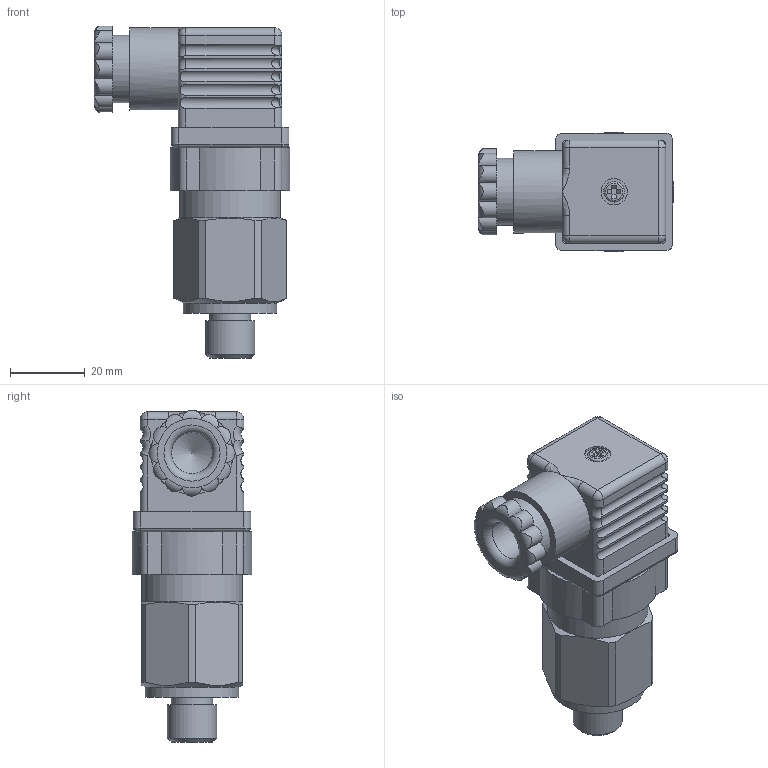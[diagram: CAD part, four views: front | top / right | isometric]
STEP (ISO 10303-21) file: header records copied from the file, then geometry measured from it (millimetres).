
FILE_DESCRIPTION (( 'STEP AP214' ), '1' );
FILE_NAME ('PE-14-01-40_Airtec.step', '2018-11-28T09:06:28', ( '' ), ( '' ), 'SwSTEP 2.0', 'SolidWorks 2010', '' );
FILE_SCHEMA (( 'AUTOMOTIVE_DESIGN' ));
Length unit declared in the file: millimetre
Products named in the file (1): PE-14-01-40_Airtec
Bounding box: 52.25 x 31.91 x 88.6 mm (x, y, z)
Volume: 61135.6 mm3; surface area: 13133.1 mm2
Topology: 1 solids, 1 shells, 206 faces, 543 edges, 342 vertices
Faces by surface type: plane 92, cylinder 82, bspline 12, torus 11, cone 5, sphere 4
Full cylindrical faces by diameter (mm): 2.9 x1, 7 x1, 11 x2, 13.157 x1, 18 x1, 22 x1, 24.95 x1, 26.9 x1
Entity records: 9685 total; most frequent: CARTESIAN_POINT 4251, ORIENTED_EDGE 1028, DIRECTION 888, EDGE_CURVE 514, VERTEX_POINT 336, AXIS2_PLACEMENT_3D 317, LINE 254, VECTOR 254
